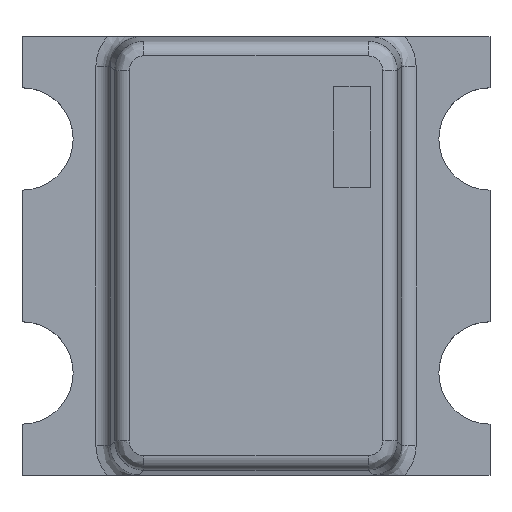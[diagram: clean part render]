
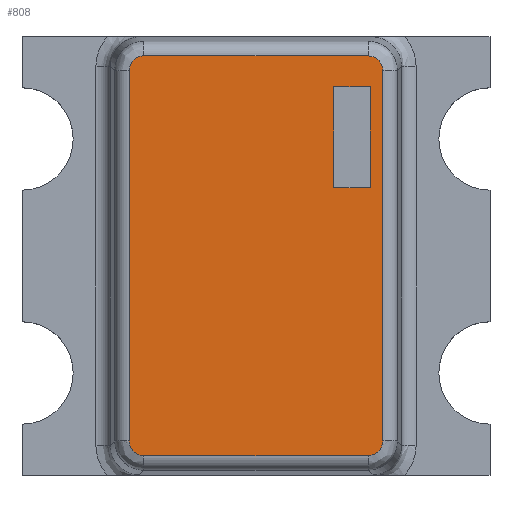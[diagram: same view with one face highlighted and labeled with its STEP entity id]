
A CAD part, top view. The second image highlights one B-rep face of the part: STEP entity #808.
In plain terms, the highlighted planar face has unit normal (0, 0, 1).
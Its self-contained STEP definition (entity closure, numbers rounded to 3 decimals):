
#13=FACE_BOUND('',#161,.T.);
#61=ELLIPSE('',#876,0.05,0.05);
#62=ELLIPSE('',#879,0.05,0.05);
#63=ELLIPSE('',#883,0.05,0.05);
#64=ELLIPSE('',#886,0.05,0.05);
#112=FACE_OUTER_BOUND('',#160,.T.);
#160=EDGE_LOOP('',(#645,#646,#647,#648,#649,#650,#651,#652));
#161=EDGE_LOOP('',(#653,#654,#655,#656));
#191=LINE('',#1176,#267);
#195=LINE('',#1184,#271);
#198=LINE('',#1190,#274);
#201=LINE('',#1195,#277);
#217=LINE('',#1452,#293);
#219=LINE('',#1515,#295);
#220=LINE('',#1517,#296);
#222=LINE('',#1520,#298);
#267=VECTOR('',#944,10.);
#271=VECTOR('',#950,10.);
#274=VECTOR('',#955,10.);
#277=VECTOR('',#960,10.);
#293=VECTOR('',#1038,10.);
#295=VECTOR('',#1054,10.);
#296=VECTOR('',#1057,10.);
#298=VECTOR('',#1061,10.);
#339=VERTEX_POINT('',#1174);
#340=VERTEX_POINT('',#1175);
#343=VERTEX_POINT('',#1183);
#345=VERTEX_POINT('',#1189);
#371=VERTEX_POINT('',#1416);
#372=VERTEX_POINT('',#1418);
#373=VERTEX_POINT('',#1446);
#374=VERTEX_POINT('',#1448);
#375=VERTEX_POINT('',#1478);
#376=VERTEX_POINT('',#1480);
#377=VERTEX_POINT('',#1508);
#378=VERTEX_POINT('',#1510);
#415=EDGE_CURVE('',#339,#340,#191,.T.);
#419=EDGE_CURVE('',#343,#339,#195,.T.);
#422=EDGE_CURVE('',#345,#343,#198,.T.);
#425=EDGE_CURVE('',#340,#345,#201,.T.);
#463=EDGE_CURVE('',#372,#371,#61,.T.);
#466=EDGE_CURVE('',#374,#373,#62,.T.);
#467=EDGE_CURVE('',#371,#374,#217,.T.);
#470=EDGE_CURVE('',#376,#375,#63,.T.);
#473=EDGE_CURVE('',#378,#377,#64,.T.);
#475=EDGE_CURVE('',#373,#378,#219,.T.);
#476=EDGE_CURVE('',#377,#376,#220,.T.);
#478=EDGE_CURVE('',#375,#372,#222,.T.);
#645=ORIENTED_EDGE('',*,*,#473,.F.);
#646=ORIENTED_EDGE('',*,*,#475,.F.);
#647=ORIENTED_EDGE('',*,*,#466,.F.);
#648=ORIENTED_EDGE('',*,*,#467,.F.);
#649=ORIENTED_EDGE('',*,*,#463,.F.);
#650=ORIENTED_EDGE('',*,*,#478,.F.);
#651=ORIENTED_EDGE('',*,*,#470,.F.);
#652=ORIENTED_EDGE('',*,*,#476,.F.);
#653=ORIENTED_EDGE('',*,*,#419,.T.);
#654=ORIENTED_EDGE('',*,*,#415,.T.);
#655=ORIENTED_EDGE('',*,*,#425,.T.);
#656=ORIENTED_EDGE('',*,*,#422,.T.);
#764=PLANE('',#891);
#808=ADVANCED_FACE('',(#112,#13),#764,.T.);
#876=AXIS2_PLACEMENT_3D('',#1420,#1028,#1029);
#879=AXIS2_PLACEMENT_3D('',#1450,#1034,#1035);
#883=AXIS2_PLACEMENT_3D('',#1482,#1043,#1044);
#886=AXIS2_PLACEMENT_3D('',#1512,#1049,#1050);
#891=AXIS2_PLACEMENT_3D('',#1523,#1065,#1066);
#944=DIRECTION('',(-1.,0.,0.));
#950=DIRECTION('',(0.,-1.,0.));
#955=DIRECTION('',(1.,0.,0.));
#960=DIRECTION('',(0.,1.,0.));
#1028=DIRECTION('center_axis',(0.,0.,-1.));
#1029=DIRECTION('ref_axis',(-0.707,-0.707,0.));
#1034=DIRECTION('center_axis',(0.,0.,-1.));
#1035=DIRECTION('ref_axis',(-0.707,0.707,0.));
#1038=DIRECTION('',(0.,1.,0.));
#1043=DIRECTION('center_axis',(0.,0.,-1.));
#1044=DIRECTION('ref_axis',(0.707,-0.707,0.));
#1049=DIRECTION('center_axis',(0.,0.,-1.));
#1050=DIRECTION('ref_axis',(0.707,0.707,0.));
#1054=DIRECTION('',(1.,0.,0.));
#1057=DIRECTION('',(0.,-1.,0.));
#1061=DIRECTION('',(-1.,0.,0.));
#1065=DIRECTION('center_axis',(0.,0.,1.));
#1066=DIRECTION('ref_axis',(-1.,0.,0.));
#1174=CARTESIAN_POINT('',(0.391,0.233,0.65));
#1175=CARTESIAN_POINT('',(0.266,0.233,0.65));
#1176=CARTESIAN_POINT('',(0.133,0.233,0.65));
#1183=CARTESIAN_POINT('',(0.391,0.578,0.65));
#1184=CARTESIAN_POINT('',(0.391,0.117,0.65));
#1189=CARTESIAN_POINT('',(0.266,0.578,0.65));
#1190=CARTESIAN_POINT('',(0.196,0.578,0.65));
#1195=CARTESIAN_POINT('',(0.266,0.289,0.65));
#1416=CARTESIAN_POINT('',(-0.433,-0.633,0.65));
#1418=CARTESIAN_POINT('',(-0.383,-0.683,0.65));
#1420=CARTESIAN_POINT('Origin',(-0.383,-0.633,0.65));
#1446=CARTESIAN_POINT('',(-0.383,0.683,0.65));
#1448=CARTESIAN_POINT('',(-0.433,0.633,0.65));
#1450=CARTESIAN_POINT('Origin',(-0.383,0.633,0.65));
#1452=CARTESIAN_POINT('',(-0.433,-0.375,0.65));
#1478=CARTESIAN_POINT('',(0.383,-0.683,0.65));
#1480=CARTESIAN_POINT('',(0.433,-0.633,0.65));
#1482=CARTESIAN_POINT('Origin',(0.383,-0.633,0.65));
#1508=CARTESIAN_POINT('',(0.433,0.633,0.65));
#1510=CARTESIAN_POINT('',(0.383,0.683,0.65));
#1512=CARTESIAN_POINT('Origin',(0.383,0.633,0.65));
#1515=CARTESIAN_POINT('',(-0.25,0.683,0.65));
#1517=CARTESIAN_POINT('',(0.433,0.375,0.65));
#1520=CARTESIAN_POINT('',(0.25,-0.683,0.65));
#1523=CARTESIAN_POINT('Origin',(0.,0.,0.65));
